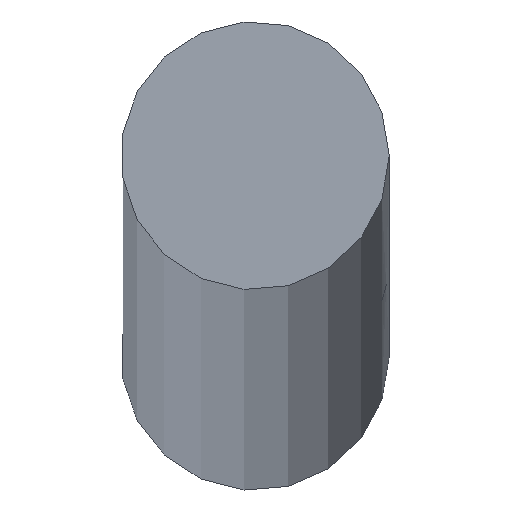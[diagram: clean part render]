
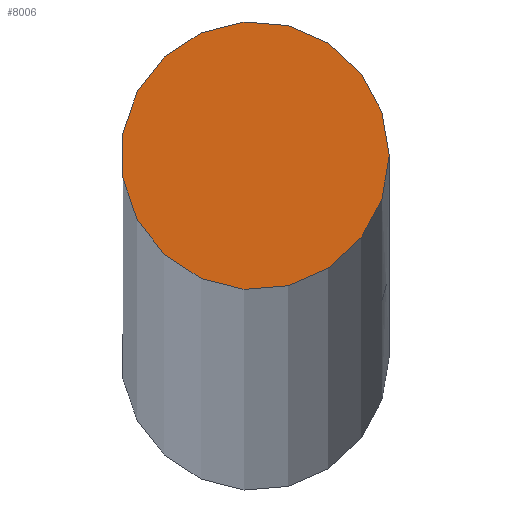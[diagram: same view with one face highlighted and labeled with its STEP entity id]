
A CAD part, top view. The second image highlights one B-rep face of the part: STEP entity #8006.
In plain terms, the highlighted planar face has unit normal (0, 0, 1).
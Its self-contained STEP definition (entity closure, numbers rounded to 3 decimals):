
#1297 = EDGE_CURVE ( 'NONE', #11817, #11817, #4135, .T. ) ;
#2492 = DIRECTION ( 'NONE',  ( 0., 0., 1. ) ) ;
#2796 = AXIS2_PLACEMENT_3D ( 'NONE', #6743, #2492, #4817 ) ;
#3042 = DIRECTION ( 'NONE',  ( 1., 0., 0. ) ) ;
#3201 = CARTESIAN_POINT ( 'NONE',  ( 7., 0., 3000. ) ) ;
#3651 = ORIENTED_EDGE ( 'NONE', *, *, #1297, .T. ) ;
#4135 = CIRCLE ( 'NONE', #10103, 7. ) ;
#4817 = DIRECTION ( 'NONE',  ( 1., 0., 0. ) ) ;
#5644 = PLANE ( 'NONE',  #2796 ) ;
#6743 = CARTESIAN_POINT ( 'NONE',  ( 0., 0., 3000. ) ) ;
#7500 = DIRECTION ( 'NONE',  ( 0., 0., 1. ) ) ;
#8006 = ADVANCED_FACE ( 'NONE', ( #12244 ), #5644, .T. ) ;
#8588 = EDGE_LOOP ( 'NONE', ( #3651 ) ) ;
#10103 = AXIS2_PLACEMENT_3D ( 'NONE', #10595, #7500, #3042 ) ;
#10595 = CARTESIAN_POINT ( 'NONE',  ( 0., 0., 3000. ) ) ;
#11817 = VERTEX_POINT ( 'NONE', #3201 ) ;
#12244 = FACE_OUTER_BOUND ( 'NONE', #8588, .T. ) ;
